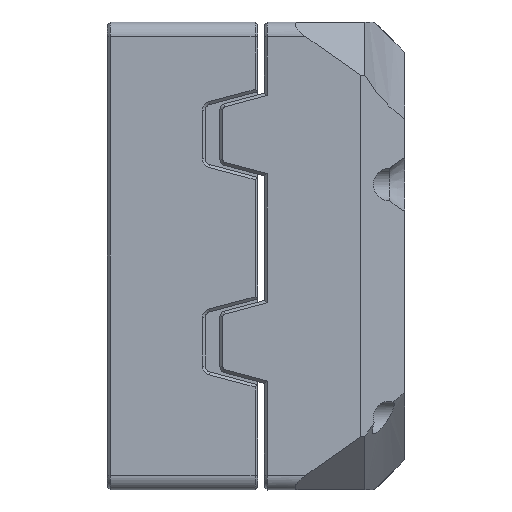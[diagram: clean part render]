
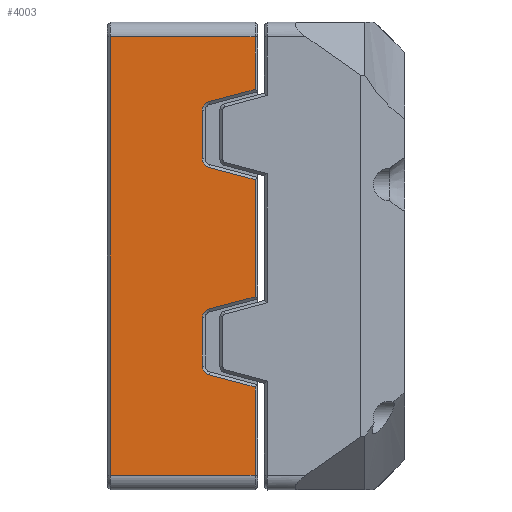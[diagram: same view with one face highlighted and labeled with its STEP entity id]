
A CAD part, left-side view. The second image highlights one B-rep face of the part: STEP entity #4003.
In plain terms, the highlighted planar face has unit normal (-1, 0, 0).
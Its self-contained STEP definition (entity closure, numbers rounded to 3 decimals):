
#204=LINE('',#5943,#622);
#208=LINE('',#5955,#626);
#214=LINE('',#5969,#632);
#215=LINE('',#5972,#633);
#216=LINE('',#5974,#634);
#217=LINE('',#5978,#635);
#218=LINE('',#5982,#636);
#219=LINE('',#5984,#637);
#220=LINE('',#5986,#638);
#221=LINE('',#5988,#639);
#222=LINE('',#5990,#640);
#223=LINE('',#5991,#641);
#622=VECTOR('',#4723,10.);
#626=VECTOR('',#4735,10.);
#632=VECTOR('',#4749,10.);
#633=VECTOR('',#4752,10.);
#634=VECTOR('',#4753,10.);
#635=VECTOR('',#4756,10.);
#636=VECTOR('',#4759,10.);
#637=VECTOR('',#4760,10.);
#638=VECTOR('',#4761,10.);
#639=VECTOR('',#4762,10.);
#640=VECTOR('',#4763,10.);
#641=VECTOR('',#4764,10.);
#999=PLANE('',#4271);
#1156=FACE_OUTER_BOUND('',#1402,.T.);
#1402=EDGE_LOOP('',(#2867,#2868,#2869,#2870,#2871,#2872,#2873,#2874,#2875,
#2876,#2877,#2878,#2879,#2880,#2881,#2882));
#1657=CIRCLE('',#4265,3.);
#1659=CIRCLE('',#4269,3.);
#1660=CIRCLE('',#4272,3.);
#1661=CIRCLE('',#4273,3.);
#1835=VERTEX_POINT('',#5940);
#1836=VERTEX_POINT('',#5942);
#1838=VERTEX_POINT('',#5948);
#1840=VERTEX_POINT('',#5954);
#1842=VERTEX_POINT('',#5960);
#1844=VERTEX_POINT('',#5966);
#1845=VERTEX_POINT('',#5971);
#1846=VERTEX_POINT('',#5973);
#1847=VERTEX_POINT('',#5975);
#1848=VERTEX_POINT('',#5977);
#1849=VERTEX_POINT('',#5979);
#1850=VERTEX_POINT('',#5981);
#1851=VERTEX_POINT('',#5983);
#1852=VERTEX_POINT('',#5985);
#1853=VERTEX_POINT('',#5987);
#1854=VERTEX_POINT('',#5989);
#2223=EDGE_CURVE('',#1835,#1836,#204,.T.);
#2228=EDGE_CURVE('',#1836,#1838,#1657,.T.);
#2229=EDGE_CURVE('',#1838,#1840,#208,.T.);
#2234=EDGE_CURVE('',#1840,#1842,#1659,.T.);
#2237=EDGE_CURVE('',#1842,#1844,#214,.T.);
#2238=EDGE_CURVE('',#1845,#1835,#215,.T.);
#2239=EDGE_CURVE('',#1846,#1845,#216,.T.);
#2240=EDGE_CURVE('',#1847,#1846,#1660,.T.);
#2241=EDGE_CURVE('',#1848,#1847,#217,.T.);
#2242=EDGE_CURVE('',#1849,#1848,#1661,.T.);
#2243=EDGE_CURVE('',#1850,#1849,#218,.T.);
#2244=EDGE_CURVE('',#1851,#1850,#219,.T.);
#2245=EDGE_CURVE('',#1852,#1851,#220,.T.);
#2246=EDGE_CURVE('',#1853,#1852,#221,.T.);
#2247=EDGE_CURVE('',#1854,#1853,#222,.T.);
#2248=EDGE_CURVE('',#1844,#1854,#223,.T.);
#2867=ORIENTED_EDGE('',*,*,#2237,.F.);
#2868=ORIENTED_EDGE('',*,*,#2234,.F.);
#2869=ORIENTED_EDGE('',*,*,#2229,.F.);
#2870=ORIENTED_EDGE('',*,*,#2228,.F.);
#2871=ORIENTED_EDGE('',*,*,#2223,.F.);
#2872=ORIENTED_EDGE('',*,*,#2238,.F.);
#2873=ORIENTED_EDGE('',*,*,#2239,.F.);
#2874=ORIENTED_EDGE('',*,*,#2240,.F.);
#2875=ORIENTED_EDGE('',*,*,#2241,.F.);
#2876=ORIENTED_EDGE('',*,*,#2242,.F.);
#2877=ORIENTED_EDGE('',*,*,#2243,.F.);
#2878=ORIENTED_EDGE('',*,*,#2244,.F.);
#2879=ORIENTED_EDGE('',*,*,#2245,.F.);
#2880=ORIENTED_EDGE('',*,*,#2246,.F.);
#2881=ORIENTED_EDGE('',*,*,#2247,.F.);
#2882=ORIENTED_EDGE('',*,*,#2248,.F.);
#4003=ADVANCED_FACE('',(#1156),#999,.T.);
#4265=AXIS2_PLACEMENT_3D('',#5952,#4731,#4732);
#4269=AXIS2_PLACEMENT_3D('',#5964,#4743,#4744);
#4271=AXIS2_PLACEMENT_3D('',#5970,#4750,#4751);
#4272=AXIS2_PLACEMENT_3D('',#5976,#4754,#4755);
#4273=AXIS2_PLACEMENT_3D('',#5980,#4757,#4758);
#4723=DIRECTION('',(0.,0.966,-0.258));
#4731=DIRECTION('center_axis',(-1.,0.,0.));
#4732=DIRECTION('ref_axis',(0.,0.793,0.609));
#4735=DIRECTION('',(0.,0.,-1.));
#4743=DIRECTION('center_axis',(-1.,0.,0.));
#4744=DIRECTION('ref_axis',(0.,0.793,-0.609));
#4749=DIRECTION('',(0.,-0.966,-0.258));
#4750=DIRECTION('center_axis',(-1.,0.,0.));
#4751=DIRECTION('ref_axis',(0.,0.,
1.));
#4752=DIRECTION('',(0.,0.,-1.));
#4753=DIRECTION('',(0.,-0.966,-0.258));
#4754=DIRECTION('center_axis',(-1.,0.,0.));
#4755=DIRECTION('ref_axis',(0.,0.793,-0.609));
#4756=DIRECTION('',(0.,0.,-1.));
#4757=DIRECTION('center_axis',(-1.,0.,0.));
#4758=DIRECTION('ref_axis',(0.,0.793,0.609));
#4759=DIRECTION('',(0.,0.966,-0.258));
#4760=DIRECTION('',(0.,0.,-1.));
#4761=DIRECTION('',(0.,-1.,0.));
#4762=DIRECTION('',(0.,0.,1.));
#4763=DIRECTION('',(0.,1.,0.));
#4764=DIRECTION('',(0.,0.,-1.));
#5940=CARTESIAN_POINT('',(-54.839,2.793,357.224));
#5942=CARTESIAN_POINT('',(-54.839,18.395,353.064));
#5943=CARTESIAN_POINT('',(-54.839,20.21,352.58));
#5948=CARTESIAN_POINT('',(-54.839,20.622,350.165));
#5952=CARTESIAN_POINT('Origin',(-54.839,17.622,350.165));
#5954=CARTESIAN_POINT('',(-54.839,20.622,333.835));
#5955=CARTESIAN_POINT('',(-54.839,20.622,384.287));
#5960=CARTESIAN_POINT('',(-54.839,18.395,330.936));
#5964=CARTESIAN_POINT('Origin',(-54.839,17.622,333.835));
#5966=CARTESIAN_POINT('',(-54.839,2.793,326.776));
#5969=CARTESIAN_POINT('',(-54.839,34.046,335.11));
#5970=CARTESIAN_POINT('Origin',(-54.839,45.676,397.574));
#5971=CARTESIAN_POINT('',(-54.839,2.793,396.776));
#5972=CARTESIAN_POINT('',(-54.839,2.793,352.074));
#5973=CARTESIAN_POINT('',(-54.839,18.395,400.936));
#5974=CARTESIAN_POINT('',(-54.839,25.332,402.786));
#5975=CARTESIAN_POINT('',(-54.839,20.622,403.835));
#5976=CARTESIAN_POINT('Origin',(-54.839,17.622,403.835));
#5977=CARTESIAN_POINT('',(-54.839,20.622,420.165));
#5978=CARTESIAN_POINT('',(-54.839,20.622,384.287));
#5979=CARTESIAN_POINT('',(-54.839,18.395,423.064));
#5980=CARTESIAN_POINT('Origin',(-54.839,17.622,420.165));
#5981=CARTESIAN_POINT('',(-54.839,2.793,427.224));
#5982=CARTESIAN_POINT('',(-54.839,28.924,420.256));
#5983=CARTESIAN_POINT('',(-54.839,2.793,445.));
#5984=CARTESIAN_POINT('',(-54.839,2.793,352.074));
#5985=CARTESIAN_POINT('',(-54.839,51.67,445.));
#5986=CARTESIAN_POINT('',(-54.839,45.676,445.));
#5987=CARTESIAN_POINT('',(-54.839,51.67,297.));
#5988=CARTESIAN_POINT('',(-54.839,51.67,390.074));
#5989=CARTESIAN_POINT('',(-54.839,2.793,297.));
#5990=CARTESIAN_POINT('',(-54.839,45.676,297.));
#5991=CARTESIAN_POINT('',(-54.839,2.793,352.074));
